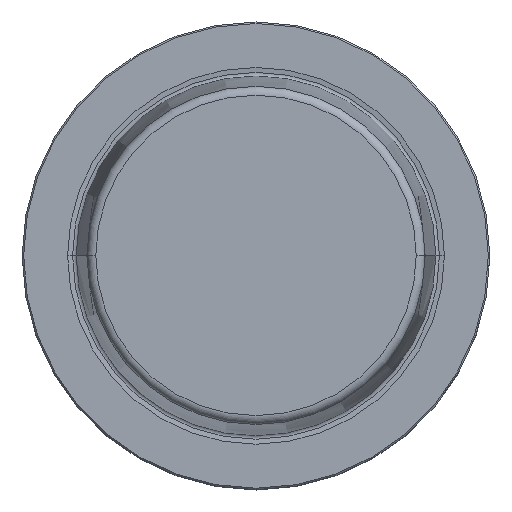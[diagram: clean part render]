
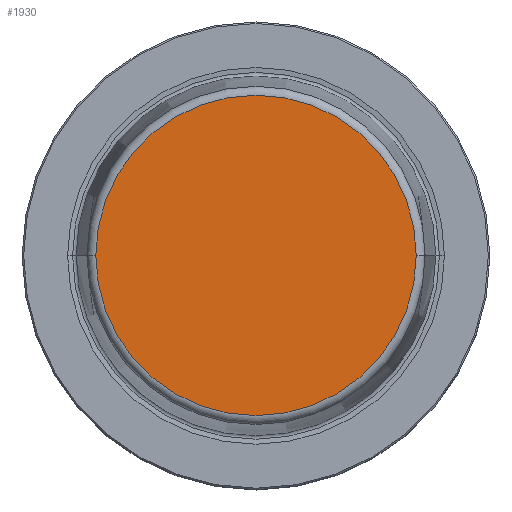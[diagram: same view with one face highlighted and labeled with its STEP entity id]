
A CAD part, top view. The second image highlights one B-rep face of the part: STEP entity #1930.
In plain terms, the highlighted planar face has unit normal (0, 0, 1).
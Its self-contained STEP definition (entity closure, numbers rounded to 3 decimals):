
#329=CARTESIAN_POINT('',(0.,0.,31.9));
#330=DIRECTION('',(0.,0.,1.));
#331=DIRECTION('',(1.,0.,0.));
#332=AXIS2_PLACEMENT_3D('',#329,#330,#331);
#337=CARTESIAN_POINT('',(0.,0.,31.9));
#338=DIRECTION('',(0.,0.,-1.));
#339=DIRECTION('',(1.,0.,0.));
#340=AXIS2_PLACEMENT_3D('',#337,#338,#339);
#1503=CARTESIAN_POINT('',(21.581,0.,31.9));
#1504=VERTEX_POINT('',#1503);
#1519=CARTESIAN_POINT('',(-21.581,0.,31.9));
#1520=VERTEX_POINT('',#1519);
#1921=CARTESIAN_POINT('',(0.,0.,31.9));
#1922=DIRECTION('',(0.,0.,-1.));
#1923=DIRECTION('',(-1.,0.,0.));
#1924=AXIS2_PLACEMENT_3D('',#1921,#1922,#1923);
#1925=PLANE('',#1924);
#1926=ORIENTED_EDGE('',*,*,#1914,.F.);
#1927=ORIENTED_EDGE('',*,*,#1903,.T.);
#1928=EDGE_LOOP('',(#1926,#1927));
#1929=FACE_OUTER_BOUND('',#1928,.F.);
#1930=ADVANCED_FACE('',(#1929),#1925,.F.);
#333=CIRCLE('',#332,21.581);
#341=CIRCLE('',#340,21.581);
#1903=EDGE_CURVE('',#1504,#1520,#341,.T.);
#1914=EDGE_CURVE('',#1504,#1520,#333,.T.);
